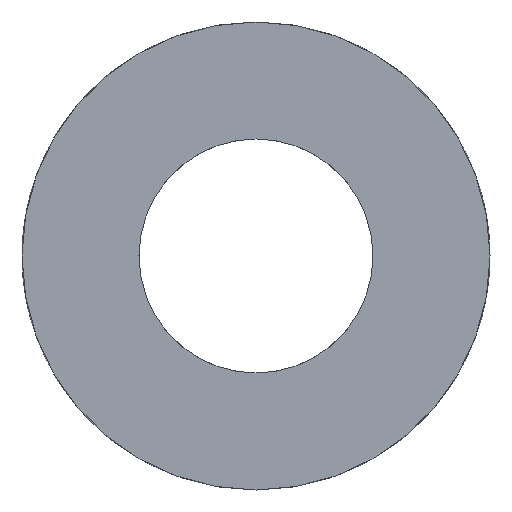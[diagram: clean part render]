
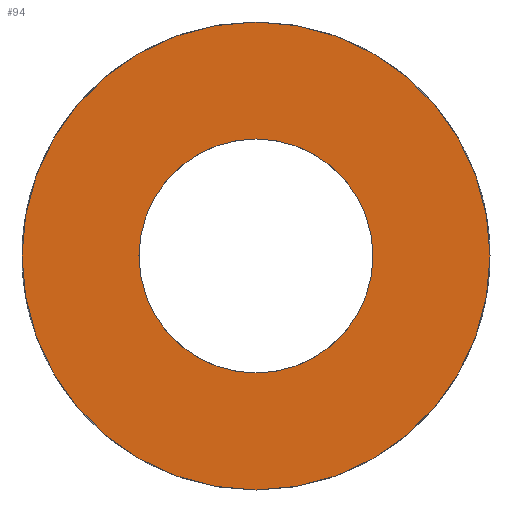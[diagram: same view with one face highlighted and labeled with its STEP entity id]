
A CAD part, front view. The second image highlights one B-rep face of the part: STEP entity #94.
In plain terms, the highlighted planar face has unit normal (0, -1, 0).
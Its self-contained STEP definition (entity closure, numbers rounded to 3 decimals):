
#94=ADVANCED_FACE('NONE',(#192,#193),#194,.F.);
#192=FACE_OUTER_BOUND('',#293,.T.);
#193=FACE_BOUND('',#294,.T.);
#194=PLANE('',#295);
#293=EDGE_LOOP('',(#509,#510));
#294=EDGE_LOOP('',(#511,#512));
#295=AXIS2_PLACEMENT_3D('',#513,#514,#515);
#509=ORIENTED_EDGE('',*,*,#725,.F.);
#510=ORIENTED_EDGE('',*,*,#709,.F.);
#511=ORIENTED_EDGE('',*,*,#716,.F.);
#512=ORIENTED_EDGE('',*,*,#685,.F.);
#513=CARTESIAN_POINT('',(-3.238,0.0,-3.238));
#514=DIRECTION('',(0.0,1.0,0.0));
#515=DIRECTION('',(1.0,0.0,-0.0));
#685=EDGE_CURVE('NONE',#836,#838,#839,.T.);
#709=EDGE_CURVE('NONE',#875,#877,#878,.T.);
#716=EDGE_CURVE('NONE',#838,#836,#886,.T.);
#725=EDGE_CURVE('NONE',#877,#875,#897,.T.);
#836=VERTEX_POINT('NONE',#1071);
#838=VERTEX_POINT('NONE',#1074);
#839=CIRCLE('',#1075,1.6);
#875=VERTEX_POINT('NONE',#1158);
#877=VERTEX_POINT('NONE',#1161);
#878=CIRCLE('',#1162,3.2);
#886=CIRCLE('',#1173,1.6);
#897=CIRCLE('',#1188,3.2);
#1071=CARTESIAN_POINT('',(0.,0.0,1.6));
#1074=CARTESIAN_POINT('',(0.0,0.0,-1.6));
#1075=AXIS2_PLACEMENT_3D('',#1303,#1304,#1305);
#1158=CARTESIAN_POINT('',(0.,0.0,3.2));
#1161=CARTESIAN_POINT('',(0.0,0.0,-3.2));
#1162=AXIS2_PLACEMENT_3D('',#1327,#1328,#1329);
#1173=AXIS2_PLACEMENT_3D('',#1339,#1340,#1341);
#1188=AXIS2_PLACEMENT_3D('',#1349,#1350,#1351);
#1303=CARTESIAN_POINT('',(0.0,0.0,0.0));
#1304=DIRECTION('',(0.0,-1.0,0.0));
#1305=DIRECTION('',(0.0,0.0,-1.0));
#1327=CARTESIAN_POINT('',(0.0,0.0,0.0));
#1328=DIRECTION('',(0.0,1.0,0.0));
#1329=DIRECTION('',(0.0,0.0,-1.0));
#1339=CARTESIAN_POINT('',(0.0,0.0,0.0));
#1340=DIRECTION('',(0.0,-1.0,0.0));
#1341=DIRECTION('',(0.0,0.0,-1.0));
#1349=CARTESIAN_POINT('',(0.0,0.0,0.0));
#1350=DIRECTION('',(0.0,1.0,0.0));
#1351=DIRECTION('',(0.0,0.0,-1.0));
